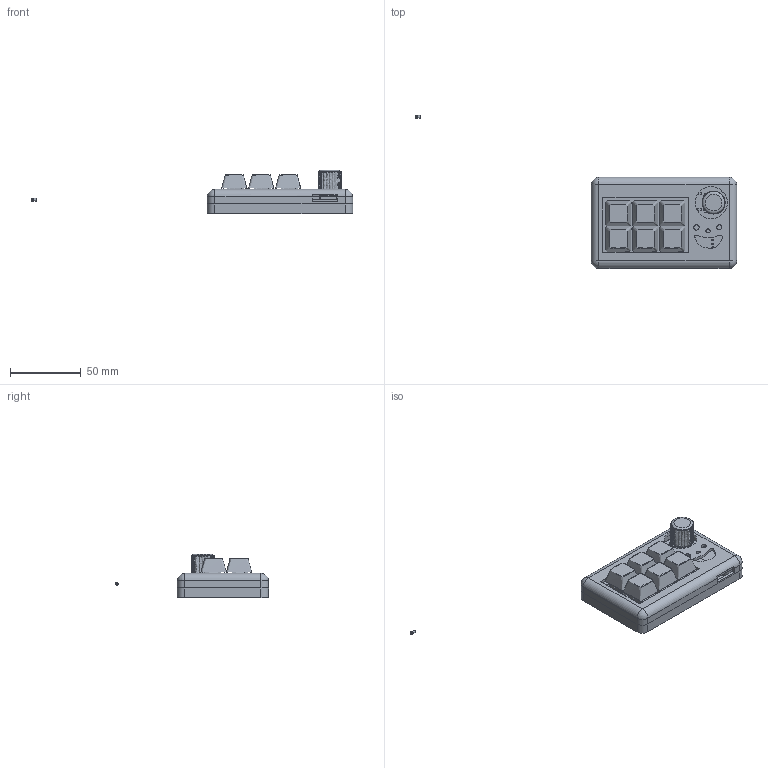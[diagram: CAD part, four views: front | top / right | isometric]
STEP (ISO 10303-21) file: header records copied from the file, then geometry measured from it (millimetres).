
FILE_DESCRIPTION(/* description */ ('STEP AP242','CAx-IF Rec.Pracs.---Representation and Presentation of Product Manufacturing Information (PMI)---4.0---2014-10-13','CAx-IF Rec.Pracs.---3D Tessellated Geometry---0.4---2014-09-14','2;1'),/* implementation_level */ '2;1');
FILE_NAME(/* name */ 'Assembly 1',/* time_stamp */ '2025-07-04T21:55:56Z',/* author */ (''),/* organization */ (''),/* preprocessor_version */ 'ST-DEVELOPER v20',/* originating_system */ 'ONSHAPE BY PTC INC, 1.200',/* authorisation */ ' ');
FILE_SCHEMA (('AP242_MANAGED_MODEL_BASED_3D_ENGINEERING_MIM_LF { 1 0 10303 442 1 1 4 }'));
Length unit declared in the file: metre
Products named in the file (21): Assembly 1; Part 1; MX1A-11NN; 6_buttons_PCB; Document; Part 3; PEC11R-4215F-S0024; Part 4; D_DO-35_SOD27_P7.62mm_Horizontal
Assembly tree (48 placements, depth 2):
  Assembly 1
    Part 1  x6
    MX1A-11NN  x6
    6_buttons_PCB
    MX1A-11NN  x6
    MX1A-11NN  x6
    MX1A-11NN  x4
    Document
    MX1A-11NN  x6
    Part 3
    PEC11R-4215F-S0024
    PEC11R-4215F-S0024
    PEC11R-4215F-S0024
    PEC11R-4215F-S0024
    PEC11R-4215F-S0024
    Part 4
    PEC11R-4215F-S0024
    PEC11R-4215F-S0024
    PEC11R-4215F-S0024
    PEC11R-4215F-S0024
    D_DO-35_SOD27_P7.62mm_Horizontal
Bounding box: 227.36 x 108.29 x 30.67 mm (x, y, z)
Volume: 49049.2 mm3; surface area: 64761.8 mm2
Topology: 42 solids, 48 shells, 1703 faces, 4601 edges, 2982 vertices
Faces by surface type: plane 1343, cylinder 302, sphere 32, cone 12, other 6, bspline 5, torus 3
Full cylindrical faces by diameter (mm): 0.8 x12, 0.889 x14, 1 x5, 1.5 x12, 1.7 x12, 2 x2, 2.02 x1, 3.2 x4, 3.576 x1, 3.844 x1, 4 x6, 4.391 x6, 4.5 x4, 6 x1, 7 x4, 7.62 x4, 7.75 x1, 22.794 x1
Entity records: 24858 total; most frequent: CARTESIAN_POINT 7772, DIRECTION 3393, ORIENTED_EDGE 3248, EDGE_CURVE 1624, LINE 1179, VECTOR 1179, VERTEX_POINT 1128, AXIS2_PLACEMENT_3D 1107
